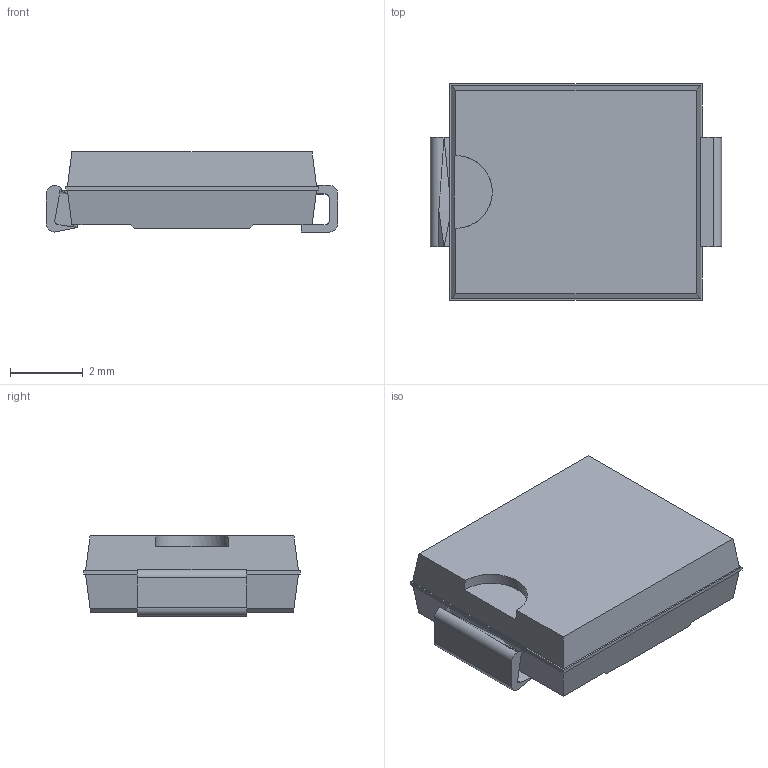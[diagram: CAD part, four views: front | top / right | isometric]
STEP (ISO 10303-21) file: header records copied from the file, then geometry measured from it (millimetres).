
FILE_DESCRIPTION (( 'STEP AP214' ), '1' );
FILE_NAME ('User Library-SMC CASE 403-03.STEP', '2015-07-14T11:02:06', ( 'Windows User' ), ( '' ), 'SwSTEP 2.0', 'SolidWorks 2015', '' );
FILE_SCHEMA (( 'AUTOMOTIVE_DESIGN' ));
Length unit declared in the file: millimetre
Products named in the file (3): User Library-SMC CASE 403-03_2; User Library-SMC CASE 403-03_1; User Library-SMC CASE 403-03
Assembly tree (2 placements, depth 2):
  User Library-SMC CASE 403-03
    User Library-SMC CASE 403-03_1
    User Library-SMC CASE 403-03_2
Bounding box: 8 x 5.95 x 2.2 mm (x, y, z)
Volume: 80 mm3; surface area: 154.6 mm2
Topology: 1 solids, 3 shells, 55 faces, 143 edges, 90 vertices
Faces by surface type: plane 44, cylinder 11
Entity records: 2344 total; most frequent: CARTESIAN_POINT 321, ORIENTED_EDGE 282, DIRECTION 271, EDGE_CURVE 143, VECTOR 119, LINE 119, VERTEX_POINT 90, AXIS2_PLACEMENT_3D 76
